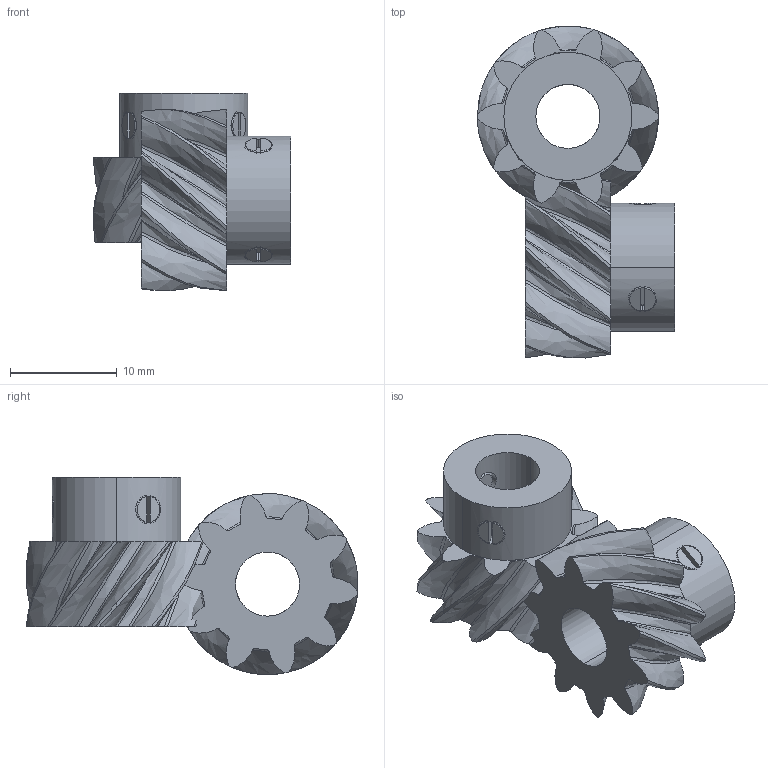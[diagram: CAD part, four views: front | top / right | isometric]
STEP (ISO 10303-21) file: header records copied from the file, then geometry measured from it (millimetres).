
FILE_DESCRIPTION (( 'STEP AP214' ), '1' );
FILE_NAME ('Cross Helical Gear ZH1-10 Assy.STEP', '2017-12-06T13:02:11', ( '' ), ( '' ), 'SwSTEP 2.0', 'SolidWorks 2015', '' );
FILE_SCHEMA (( 'AUTOMOTIVE_DESIGN' ));
Length unit declared in the file: millimetre
Products named in the file (3): Set Screw ISO 4766-M3x3-S; Cross Helical Gear ZH1-10 Assy; Helical Gear ZH1-10
Assembly tree (8 placements, depth 2):
  Cross Helical Gear ZH1-10 Assy
    Helical Gear ZH1-10  x2
    Set Screw ISO 4766-M3x3-S  x6
Bounding box: 18.48 x 31.1 x 18.48 mm (x, y, z)
Volume: 3165.5 mm3; surface area: 3233.8 mm2
Topology: 8 solids, 8 shells, 438 faces, 1212 edges, 792 vertices
Faces by surface type: cone 192, cylinder 104, bspline 100, plane 42
Entity records: 10630 total; most frequent: CARTESIAN_POINT 7160, ORIENTED_EDGE 692, DIRECTION 510, EDGE_CURVE 346, AXIS2_PLACEMENT_3D 229, VERTEX_POINT 228, CIRCLE 145, EDGE_LOOP 132
